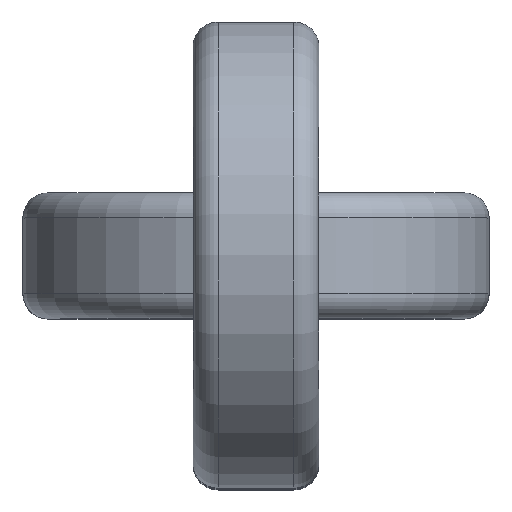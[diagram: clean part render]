
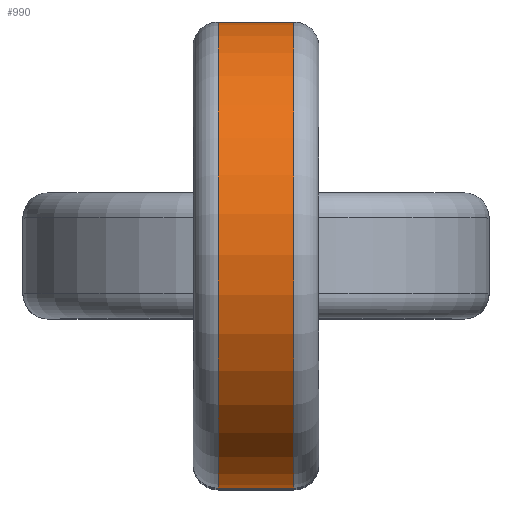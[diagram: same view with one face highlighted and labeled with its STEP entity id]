
A CAD part, top view. The second image highlights one B-rep face of the part: STEP entity #990.
In plain terms, the highlighted cylindrical face has radius 18.5 mm (diameter 37 mm), a partial arc.
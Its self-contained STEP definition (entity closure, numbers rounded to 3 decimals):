
#990=ADVANCED_FACE('',(#1259),#1031,.T.);
#1031=CYLINDRICAL_SURFACE('',#4807,18.5);
#1259=FACE_OUTER_BOUND('',#1519,.T.);
#1519=EDGE_LOOP('',(#2869,#2870,#2871,#2872));
#1605=CIRCLE('',#4805,18.5);
#1606=CIRCLE('',#4806,18.5);
#2869=ORIENTED_EDGE('',*,*,#4004,.F.);
#2870=ORIENTED_EDGE('',*,*,#4005,.T.);
#2871=ORIENTED_EDGE('',*,*,#4001,.T.);
#2872=ORIENTED_EDGE('',*,*,#4006,.T.);
#3359=VERTEX_POINT('',#8908);
#3360=VERTEX_POINT('',#8909);
#3361=VERTEX_POINT('',#8914);
#3362=VERTEX_POINT('',#8915);
#4001=EDGE_CURVE('',#3359,#3360,#4261,.T.);
#4004=EDGE_CURVE('',#3361,#3362,#4264,.T.);
#4005=EDGE_CURVE('',#3361,#3359,#1605,.T.);
#4006=EDGE_CURVE('',#3360,#3362,#1606,.T.);
#4261=LINE('',#8907,#4608);
#4264=LINE('',#8913,#4611);
#4608=VECTOR('',#5544,1.);
#4611=VECTOR('',#5549,1.);
#4805=AXIS2_PLACEMENT_3D('',#8916,#5550,#5551);
#4806=AXIS2_PLACEMENT_3D('',#8917,#5552,#5553);
#4807=AXIS2_PLACEMENT_3D('',#8918,#5554,#5555);
#5544=DIRECTION('',(1.,0.,0.));
#5549=DIRECTION('',(1.,0.,0.));
#5550=DIRECTION('',(1.,0.,0.));
#5551=DIRECTION('',(0.,-1.,0.));
#5552=DIRECTION('',(-1.,0.,0.));
#5553=DIRECTION('',(0.,1.,0.));
#5554=DIRECTION('',(1.,0.,0.));
#5555=DIRECTION('',(0.,0.,-1.));
#8907=CARTESIAN_POINT('',(-5.,-18.5,90.5));
#8908=CARTESIAN_POINT('',(-3.,-18.5,90.5));
#8909=CARTESIAN_POINT('',(3.,-18.5,90.5));
#8913=CARTESIAN_POINT('',(-5.,18.5,90.5));
#8914=CARTESIAN_POINT('',(-3.,18.5,90.5));
#8915=CARTESIAN_POINT('',(3.,18.5,90.5));
#8916=CARTESIAN_POINT('',(-3.,0.,90.5));
#8917=CARTESIAN_POINT('',(3.,0.,90.5));
#8918=CARTESIAN_POINT('',(0.,0.,90.5));
